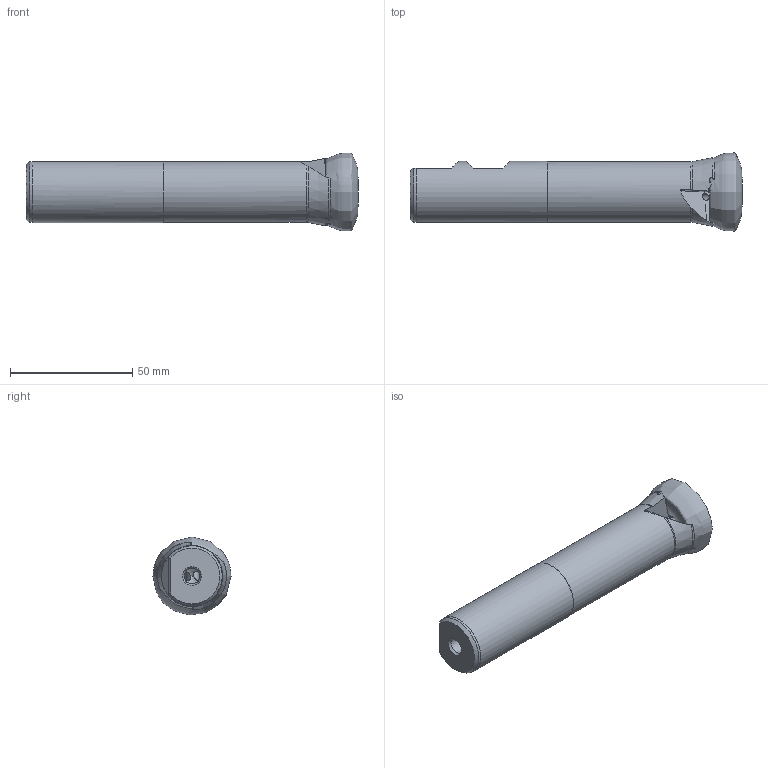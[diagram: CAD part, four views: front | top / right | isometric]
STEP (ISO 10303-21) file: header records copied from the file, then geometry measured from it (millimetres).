
FILE_DESCRIPTION (( 'STEP AP214' ), '1' );
FILE_NAME ('00PP-32-12-2-80.STEP', '2013-10-17T12:18:59', ( '' ), ( '' ), 'SwSTEP 2.0', 'SolidWorks 2013', '' );
FILE_SCHEMA (( 'AUTOMOTIVE_DESIGN' ));
Length unit declared in the file: millimetre
Products named in the file (1): 00PP-32-12-2-80
Bounding box: 135.95 x 31.96 x 31.92 mm (x, y, z)
Volume: 63233.9 mm3; surface area: 14838.7 mm2
Topology: 1 solids, 1 shells, 101 faces, 288 edges, 186 vertices
Faces by surface type: plane 44, cylinder 23, cone 19, bspline 11, torus 4
Full cylindrical faces by diameter (mm): 3 x2, 6.5 x1, 24.8 x1, 25 x1
Entity records: 5949 total; most frequent: CARTESIAN_POINT 3664, ORIENTED_EDGE 538, DIRECTION 373, EDGE_CURVE 269, VERTEX_POINT 176, AXIS2_PLACEMENT_3D 148, EDGE_LOOP 111, B_SPLINE_CURVE_WITH_KNOTS 108
